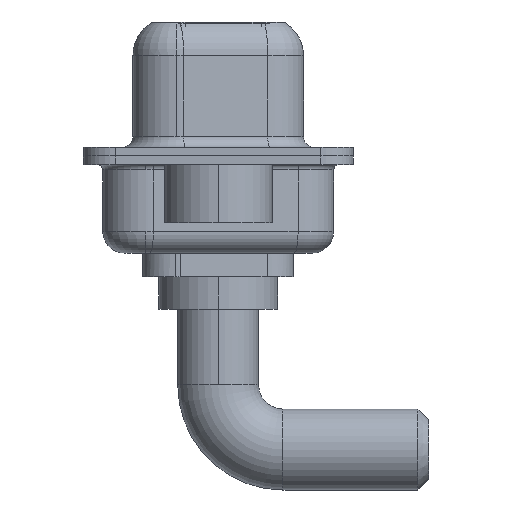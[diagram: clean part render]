
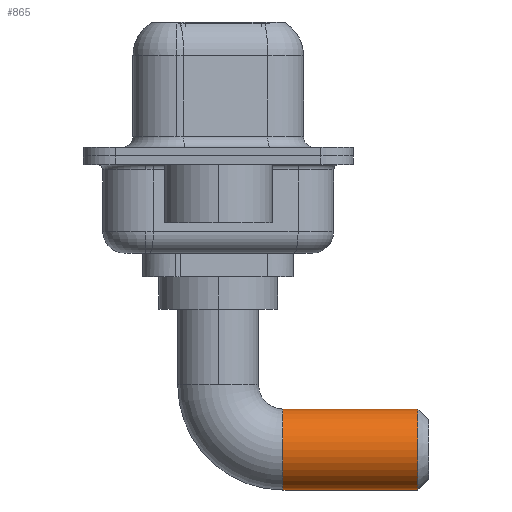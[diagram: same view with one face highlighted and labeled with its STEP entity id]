
A CAD part, left-side view. The second image highlights one B-rep face of the part: STEP entity #865.
In plain terms, the highlighted cylindrical face has radius 1.875 mm (diameter 3.75 mm), a partial arc.
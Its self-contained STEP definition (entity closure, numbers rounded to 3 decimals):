
#255 = VERTEX_POINT ( 'NONE', #6043 ) ;
#780 = EDGE_CURVE ( 'NONE', #9947, #2996, #2823, .T. ) ;
#865 = ADVANCED_FACE ( 'NONE', ( #10079 ), #7306, .T. ) ;
#1041 = AXIS2_PLACEMENT_3D ( 'NONE', #6162, #1336, #8266 ) ;
#1336 = DIRECTION ( 'NONE',  ( 0., -1., 0. ) ) ;
#1448 = CARTESIAN_POINT ( 'NONE',  ( 0., -9.25, -8.375 ) ) ;
#1590 = DIRECTION ( 'NONE',  ( 0., 0., -1. ) ) ;
#2467 = DIRECTION ( 'NONE',  ( 0., -1., 0. ) ) ;
#2823 = LINE ( 'NONE', #4099, #8190 ) ;
#2888 = DIRECTION ( 'NONE',  ( 0., -1., 0. ) ) ;
#2996 = VERTEX_POINT ( 'NONE', #1448 ) ;
#3647 = CIRCLE ( 'NONE', #4044, 1.875 ) ;
#4044 = AXIS2_PLACEMENT_3D ( 'NONE', #11269, #2467, #7462 ) ;
#4099 = CARTESIAN_POINT ( 'NONE',  ( 0., -3., -8.375 ) ) ;
#4491 = CARTESIAN_POINT ( 'NONE',  ( 0., -3., -4.625 ) ) ;
#5562 = CARTESIAN_POINT ( 'NONE',  ( 0., -9.25, -6.5 ) ) ;
#5570 = EDGE_CURVE ( 'NONE', #255, #11558, #8526, .T. ) ;
#5583 = ORIENTED_EDGE ( 'NONE', *, *, #5980, .T. ) ;
#5980 = EDGE_CURVE ( 'NONE', #2996, #11558, #6936, .T. ) ;
#6043 = CARTESIAN_POINT ( 'NONE',  ( 0., -3., -4.625 ) ) ;
#6162 = CARTESIAN_POINT ( 'NONE',  ( 0., -3., -6.5 ) ) ;
#6387 = CARTESIAN_POINT ( 'NONE',  ( 0., -3., -8.375 ) ) ;
#6936 = CIRCLE ( 'NONE', #12053, 1.875 ) ;
#7306 = CYLINDRICAL_SURFACE ( 'NONE', #1041, 1.875 ) ;
#7462 = DIRECTION ( 'NONE',  ( -1., 0., 0. ) ) ;
#7550 = EDGE_LOOP ( 'NONE', ( #9178, #10023, #10271, #5583 ) ) ;
#8190 = VECTOR ( 'NONE', #2888, 1000. ) ;
#8266 = DIRECTION ( 'NONE',  ( 0., 0., -1. ) ) ;
#8411 = DIRECTION ( 'NONE',  ( 0., -1., 0. ) ) ;
#8526 = LINE ( 'NONE', #4491, #10206 ) ;
#9178 = ORIENTED_EDGE ( 'NONE', *, *, #5570, .F. ) ;
#9947 = VERTEX_POINT ( 'NONE', #6387 ) ;
#10023 = ORIENTED_EDGE ( 'NONE', *, *, #10990, .T. ) ;
#10079 = FACE_OUTER_BOUND ( 'NONE', #7550, .T. ) ;
#10206 = VECTOR ( 'NONE', #8411, 1000. ) ;
#10271 = ORIENTED_EDGE ( 'NONE', *, *, #780, .T. ) ;
#10324 = DIRECTION ( 'NONE',  ( 0., 1., 0. ) ) ;
#10481 = CARTESIAN_POINT ( 'NONE',  ( 0., -9.25, -4.625 ) ) ;
#10990 = EDGE_CURVE ( 'NONE', #255, #9947, #3647, .T. ) ;
#11269 = CARTESIAN_POINT ( 'NONE',  ( 0., -3., -6.5 ) ) ;
#11558 = VERTEX_POINT ( 'NONE', #10481 ) ;
#12053 = AXIS2_PLACEMENT_3D ( 'NONE', #5562, #10324, #1590 ) ;
